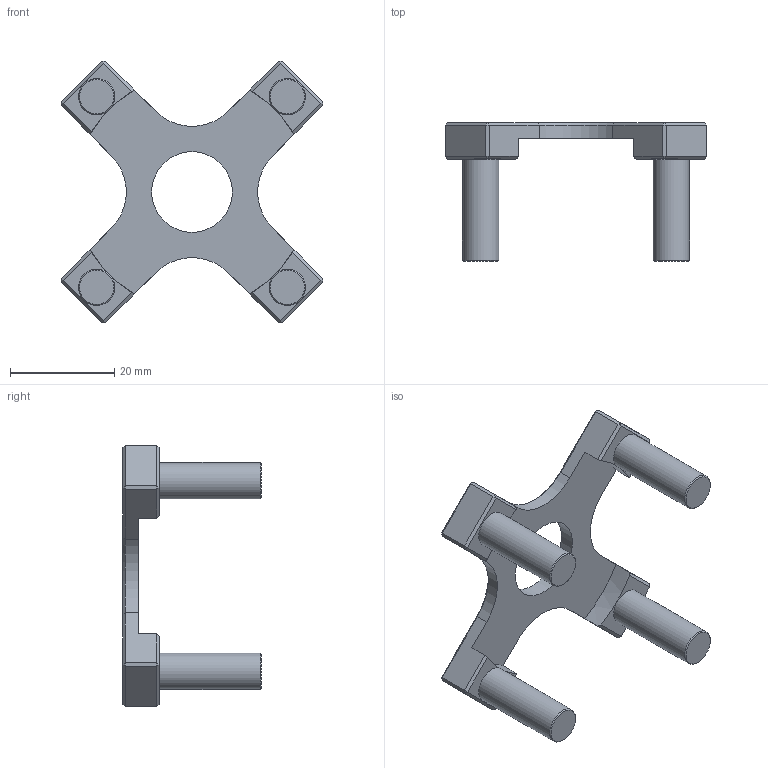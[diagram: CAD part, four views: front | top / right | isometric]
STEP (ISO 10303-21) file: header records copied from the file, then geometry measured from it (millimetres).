
FILE_DESCRIPTION(/* description */ (''),/* implementation_level */ '2;1');
FILE_NAME(/* name */ 'FRM-85-P.stp',/* time_stamp */ '2021-05-31T11:52:27+02:00',/* author */ ('Francesca'),/* organization */ (''),/* preprocessor_version */ 'ST-DEVELOPER v17',/* originating_system */ 'Autodesk Inventor 2019',/* authorisation */ '');
FILE_SCHEMA (('AUTOMOTIVE_DESIGN { 1 0 10303 214 3 1 1 }'));
Length unit declared in the file: millimetre
Products named in the file (4): FRM-85-P-CLIENTE; FRM-85-PRESSORE; DIN 7984 - M3 x 6; FBM-85-PERNO-PRESSORE-CLIENTE
Assembly tree (9 placements, depth 2):
  FRM-85-P-CLIENTE
    FRM-85-PRESSORE
    DIN 7984 - M3 x 6  x4
    FBM-85-PERNO-PRESSORE-CLIENTE  x4
Bounding box: 50.2 x 26.6 x 50.2 mm (x, y, z)
Volume: 7523.4 mm3; surface area: 7035.8 mm2
Topology: 9 solids, 9 shells, 203 faces, 471 edges, 302 vertices
Faces by surface type: plane 122, cylinder 41, cone 32, torus 8
Full cylindrical faces by diameter (mm): 2.459 x4, 3 x4, 3.2 x4, 4.2 x4, 4.7 x4, 5.5 x4, 6.3 x4, 7 x4, 15.5 x1
Entity records: 3519 total; most frequent: DIRECTION 614, CARTESIAN_POINT 584, ORIENTED_EDGE 542, EDGE_CURVE 271, AXIS2_PLACEMENT_3D 218, LINE 178, VECTOR 178, VERTEX_POINT 167
